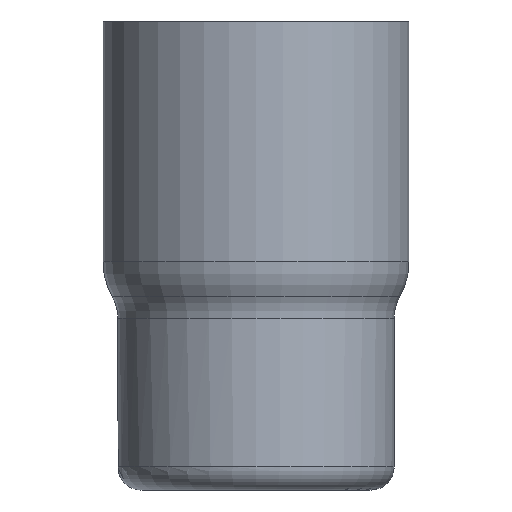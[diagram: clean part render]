
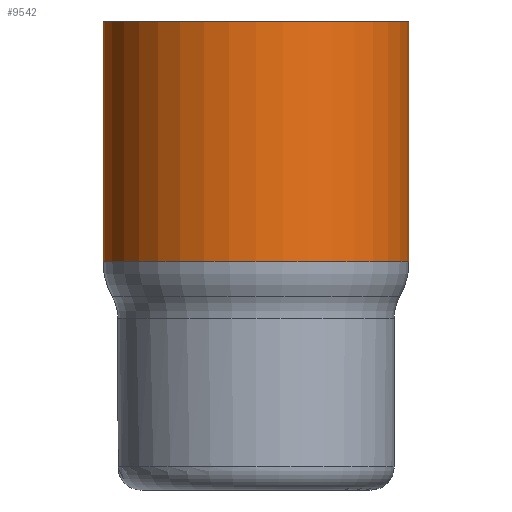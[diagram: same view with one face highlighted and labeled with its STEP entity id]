
A CAD part, left-side view. The second image highlights one B-rep face of the part: STEP entity #9542.
In plain terms, the highlighted cylindrical face has radius 21.082 mm (diameter 42.164 mm), a partial arc.
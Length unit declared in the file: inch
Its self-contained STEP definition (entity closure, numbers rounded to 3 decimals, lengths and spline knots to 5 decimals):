
#1175=LINE('',#17403,#2034);
#1176=LINE('',#17407,#2035);
#2034=VECTOR('',#11771,0.3937);
#2035=VECTOR('',#11776,0.3937);
#3590=FACE_OUTER_BOUND('',#4162,.T.);
#4162=EDGE_LOOP('',(#8979,#8980,#8981,#8982));
#4201=CIRCLE('',#9611,0.83);
#4279=CIRCLE('',#10014,0.83);
#4314=VERTEX_POINT('',#12520);
#4318=VERTEX_POINT('',#12644);
#5136=VERTEX_POINT('',#17401);
#5137=VERTEX_POINT('',#17405);
#5199=EDGE_CURVE('',#4318,#4314,#4201,.T.);
#6424=EDGE_CURVE('',#5136,#4318,#1175,.T.);
#6425=EDGE_CURVE('',#5137,#5136,#4279,.T.);
#6426=EDGE_CURVE('',#4314,#5137,#1176,.T.);
#8979=ORIENTED_EDGE('',*,*,#5199,.F.);
#8980=ORIENTED_EDGE('',*,*,#6424,.F.);
#8981=ORIENTED_EDGE('',*,*,#6425,.F.);
#8982=ORIENTED_EDGE('',*,*,#6426,.F.);
#9043=CYLINDRICAL_SURFACE('',#10013,0.83);
#9542=ADVANCED_FACE('',(#3590),#9043,.T.);
#9611=AXIS2_PLACEMENT_3D('',#12648,#10118,#10119);
#10013=AXIS2_PLACEMENT_3D('',#17404,#11772,#11773);
#10014=AXIS2_PLACEMENT_3D('',#17406,#11774,#11775);
#10118=DIRECTION('center_axis',(0.,0.,-1.));
#10119=DIRECTION('ref_axis',(-1.,0.,0.));
#11771=DIRECTION('',(0.,0.,-1.));
#11772=DIRECTION('center_axis',(0.,0.,1.));
#11773=DIRECTION('ref_axis',(0.,-1.,0.));
#11774=DIRECTION('center_axis',(0.,0.,1.));
#11775=DIRECTION('ref_axis',(0.,-1.,0.));
#11776=DIRECTION('',(0.,0.,1.));
#12520=CARTESIAN_POINT('',(-1.65375,0.83,-0.455));
#12644=CARTESIAN_POINT('',(-1.65375,-0.83,-0.455));
#12648=CARTESIAN_POINT('Origin',(-1.65375,0.,-0.455));
#17401=CARTESIAN_POINT('',(-1.65375,-0.83,0.845));
#17403=CARTESIAN_POINT('',(-1.65375,-0.83,0.));
#17404=CARTESIAN_POINT('Origin',(-1.65375,0.,0.));
#17405=CARTESIAN_POINT('',(-1.65375,0.83,0.845));
#17406=CARTESIAN_POINT('Origin',(-1.65375,0.,0.845));
#17407=CARTESIAN_POINT('',(-1.65375,0.83,0.));
